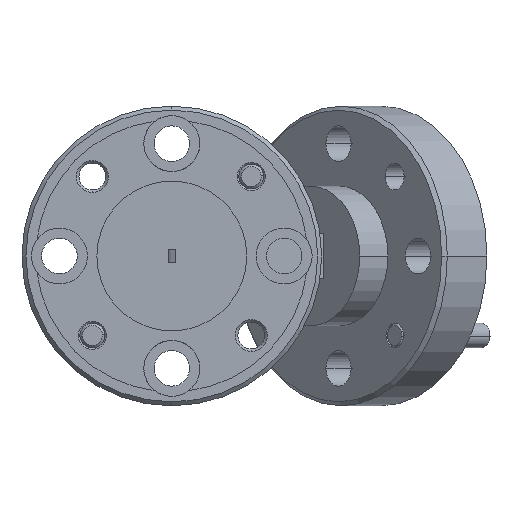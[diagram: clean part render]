
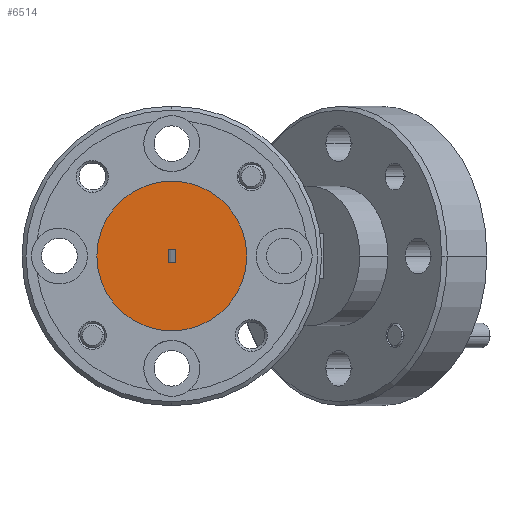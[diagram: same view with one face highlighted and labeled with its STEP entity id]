
A CAD part, left-side view. The second image highlights one B-rep face of the part: STEP entity #6514.
In plain terms, the highlighted planar face has unit normal (-1, 0, 0).
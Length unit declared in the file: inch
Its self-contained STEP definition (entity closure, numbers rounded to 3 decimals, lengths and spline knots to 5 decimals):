
#76 = CARTESIAN_POINT ( 'NONE',  ( -1.72001, 0.83632, 0.14723 ) ) ;
#162 = CARTESIAN_POINT ( 'NONE',  ( -1.72001, 0.85332, 0.18123 ) ) ;
#263 = VERTEX_POINT ( 'NONE', #4194 ) ;
#505 = CIRCLE ( 'NONE', #5089, 0.1875 ) ;
#525 = ORIENTED_EDGE ( 'NONE', *, *, #2420, .T. ) ;
#674 = EDGE_CURVE ( 'NONE', #6908, #2262, #1732, .T. ) ;
#799 = DIRECTION ( 'NONE',  ( 0., 0., -1. ) ) ;
#886 = EDGE_CURVE ( 'NONE', #6088, #263, #5822, .T. ) ;
#888 = CARTESIAN_POINT ( 'NONE',  ( -1.72001, 0.85332, 0.14723 ) ) ;
#1232 = EDGE_LOOP ( 'NONE', ( #525, #4753, #3192, #3798 ) ) ;
#1459 = FACE_BOUND ( 'NONE', #1232, .T. ) ;
#1610 = AXIS2_PLACEMENT_3D ( 'NONE', #5424, #7110, #3362 ) ;
#1732 = CIRCLE ( 'NONE', #1610, 0.1875 ) ;
#1768 = CARTESIAN_POINT ( 'NONE',  ( -1.72001, 0.84482, 0.16423 ) ) ;
#1954 = ORIENTED_EDGE ( 'NONE', *, *, #2858, .T. ) ;
#2100 = CARTESIAN_POINT ( 'NONE',  ( -1.72001, 0.85332, 0.18123 ) ) ;
#2262 = VERTEX_POINT ( 'NONE', #2386 ) ;
#2386 = CARTESIAN_POINT ( 'NONE',  ( -1.72001, 0.84482, -0.02327 ) ) ;
#2420 = EDGE_CURVE ( 'NONE', #263, #3865, #6797, .T. ) ;
#2616 = CARTESIAN_POINT ( 'NONE',  ( -1.72001, 0.83632, 0.18123 ) ) ;
#2858 = EDGE_CURVE ( 'NONE', #2262, #6908, #505, .T. ) ;
#3024 = FACE_OUTER_BOUND ( 'NONE', #5021, .T. ) ;
#3072 = EDGE_CURVE ( 'NONE', #3865, #6283, #5704, .T. ) ;
#3107 = DIRECTION ( 'NONE',  ( 0., 1., 0. ) ) ;
#3192 = ORIENTED_EDGE ( 'NONE', *, *, #3415, .T. ) ;
#3360 = DIRECTION ( 'NONE',  ( -1., 0., 0. ) ) ;
#3362 = DIRECTION ( 'NONE',  ( 0., 0., 1. ) ) ;
#3415 = EDGE_CURVE ( 'NONE', #6283, #6088, #6289, .T. ) ;
#3540 = CARTESIAN_POINT ( 'NONE',  ( -1.72001, 0.85332, 0.14723 ) ) ;
#3652 = CARTESIAN_POINT ( 'NONE',  ( -1.72001, 0.84482, 0.35173 ) ) ;
#3687 = PLANE ( 'NONE',  #6220 ) ;
#3798 = ORIENTED_EDGE ( 'NONE', *, *, #886, .T. ) ;
#3865 = VERTEX_POINT ( 'NONE', #2100 ) ;
#3964 = VECTOR ( 'NONE', #4134, 39.37008 ) ;
#4134 = DIRECTION ( 'NONE',  ( 0., 0., -1. ) ) ;
#4194 = CARTESIAN_POINT ( 'NONE',  ( -1.72001, 0.85332, 0.14723 ) ) ;
#4753 = ORIENTED_EDGE ( 'NONE', *, *, #3072, .T. ) ;
#5021 = EDGE_LOOP ( 'NONE', ( #7024, #1954 ) ) ;
#5089 = AXIS2_PLACEMENT_3D ( 'NONE', #1768, #3360, #6639 ) ;
#5424 = CARTESIAN_POINT ( 'NONE',  ( -1.72001, 0.84482, 0.16423 ) ) ;
#5704 = LINE ( 'NONE', #162, #6016 ) ;
#5735 = DIRECTION ( 'NONE',  ( 0., -1., 0. ) ) ;
#5766 = DIRECTION ( 'NONE',  ( 0., 0., 1. ) ) ;
#5822 = LINE ( 'NONE', #888, #6085 ) ;
#6016 = VECTOR ( 'NONE', #5735, 39.37008 ) ;
#6085 = VECTOR ( 'NONE', #3107, 39.37008 ) ;
#6088 = VERTEX_POINT ( 'NONE', #76 ) ;
#6220 = AXIS2_PLACEMENT_3D ( 'NONE', #6271, #6981, #799 ) ;
#6271 = CARTESIAN_POINT ( 'NONE',  ( -1.72001, 0.84482, 0.16423 ) ) ;
#6283 = VERTEX_POINT ( 'NONE', #2616 ) ;
#6289 = LINE ( 'NONE', #6888, #3964 ) ;
#6514 = ADVANCED_FACE ( 'NONE', ( #1459, #3024 ), #3687, .F. ) ;
#6569 = VECTOR ( 'NONE', #5766, 39.37008 ) ;
#6639 = DIRECTION ( 'NONE',  ( 0., 0., 1. ) ) ;
#6797 = LINE ( 'NONE', #3540, #6569 ) ;
#6888 = CARTESIAN_POINT ( 'NONE',  ( -1.72001, 0.83632, 0.14723 ) ) ;
#6908 = VERTEX_POINT ( 'NONE', #3652 ) ;
#6981 = DIRECTION ( 'NONE',  ( 1., 0., 0. ) ) ;
#7024 = ORIENTED_EDGE ( 'NONE', *, *, #674, .T. ) ;
#7110 = DIRECTION ( 'NONE',  ( -1., 0., 0. ) ) ;
